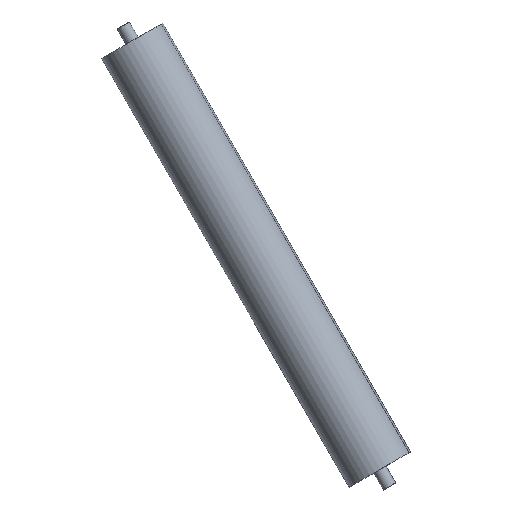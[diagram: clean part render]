
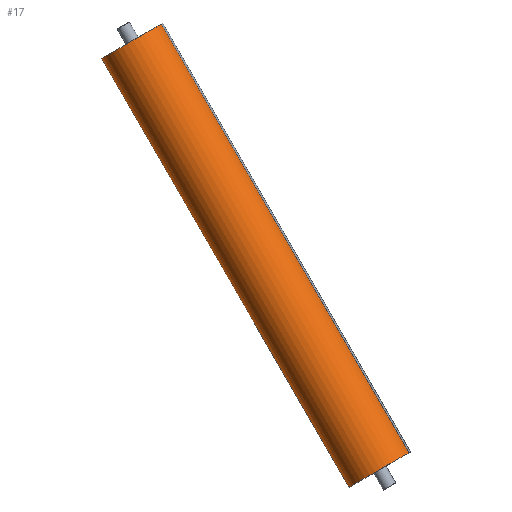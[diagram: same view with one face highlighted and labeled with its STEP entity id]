
A CAD part, top view. The second image highlights one B-rep face of the part: STEP entity #17.
In plain terms, the highlighted cylindrical face has radius 20 mm (diameter 40 mm), a partial arc.
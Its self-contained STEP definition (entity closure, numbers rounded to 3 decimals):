
#2 = CARTESIAN_POINT ( 'NONE',  ( -761.833, -753.02, 437.132 ) ) ;
#7 = DIRECTION ( 'NONE',  ( -0.5, 0.866, 0. ) ) ;
#17 = ADVANCED_FACE ( 'NONE', ( #249 ), #217, .T. ) ;
#24 = VERTEX_POINT ( 'NONE', #413 ) ;
#25 = VERTEX_POINT ( 'NONE', #386 ) ;
#55 = ORIENTED_EDGE ( 'NONE', *, *, #149, .T. ) ;
#66 = VERTEX_POINT ( 'NONE', #185 ) ;
#69 = CARTESIAN_POINT ( 'NONE',  ( -761.833, -753.02, 437.132 ) ) ;
#77 = LINE ( 'NONE', #102, #258 ) ;
#87 = AXIS2_PLACEMENT_3D ( 'NONE', #323, #363, #163 ) ;
#95 = AXIS2_PLACEMENT_3D ( 'NONE', #69, #107, #368 ) ;
#102 = CARTESIAN_POINT ( 'NONE',  ( -745.426, -743.547, 443.539 ) ) ;
#107 = DIRECTION ( 'NONE',  ( 0.5, -0.866, 0. ) ) ;
#133 = LINE ( 'NONE', #289, #293 ) ;
#149 = EDGE_CURVE ( 'NONE', #66, #353, #77, .T. ) ;
#154 = CIRCLE ( 'NONE', #87, 20. ) ;
#163 = DIRECTION ( 'NONE',  ( 0.82, 0.474, 0.32 ) ) ;
#171 = CIRCLE ( 'NONE', #95, 20. ) ;
#178 = EDGE_CURVE ( 'NONE', #353, #24, #154, .T. ) ;
#179 = AXIS2_PLACEMENT_3D ( 'NONE', #2, #384, #252 ) ;
#185 = CARTESIAN_POINT ( 'NONE',  ( -745.426, -743.547, 443.539 ) ) ;
#216 = EDGE_LOOP ( 'NONE', ( #296, #55, #242, #312 ) ) ;
#217 = CYLINDRICAL_SURFACE ( 'NONE', #179, 20. ) ;
#242 = ORIENTED_EDGE ( 'NONE', *, *, #178, .T. ) ;
#249 = FACE_OUTER_BOUND ( 'NONE', #216, .T. ) ;
#252 = DIRECTION ( 'NONE',  ( -0.82, -0.474, -0.32 ) ) ;
#258 = VECTOR ( 'NONE', #7, 1000. ) ;
#262 = DIRECTION ( 'NONE',  ( -0.5, 0.866, 0. ) ) ;
#268 = CARTESIAN_POINT ( 'NONE',  ( -885.426, -501.06, 443.539 ) ) ;
#272 = EDGE_CURVE ( 'NONE', #25, #24, #133, .T. ) ;
#288 = EDGE_CURVE ( 'NONE', #66, #25, #171, .T. ) ;
#289 = CARTESIAN_POINT ( 'NONE',  ( -778.241, -762.493, 430.725 ) ) ;
#293 = VECTOR ( 'NONE', #262, 1000. ) ;
#296 = ORIENTED_EDGE ( 'NONE', *, *, #288, .F. ) ;
#312 = ORIENTED_EDGE ( 'NONE', *, *, #272, .F. ) ;
#323 = CARTESIAN_POINT ( 'NONE',  ( -901.833, -510.533, 437.132 ) ) ;
#353 = VERTEX_POINT ( 'NONE', #268 ) ;
#363 = DIRECTION ( 'NONE',  ( 0.5, -0.866, 0. ) ) ;
#368 = DIRECTION ( 'NONE',  ( 0.82, 0.474, 0.32 ) ) ;
#384 = DIRECTION ( 'NONE',  ( -0.5, 0.866, 0. ) ) ;
#386 = CARTESIAN_POINT ( 'NONE',  ( -778.241, -762.493, 430.725 ) ) ;
#413 = CARTESIAN_POINT ( 'NONE',  ( -918.241, -520.006, 430.725 ) ) ;
